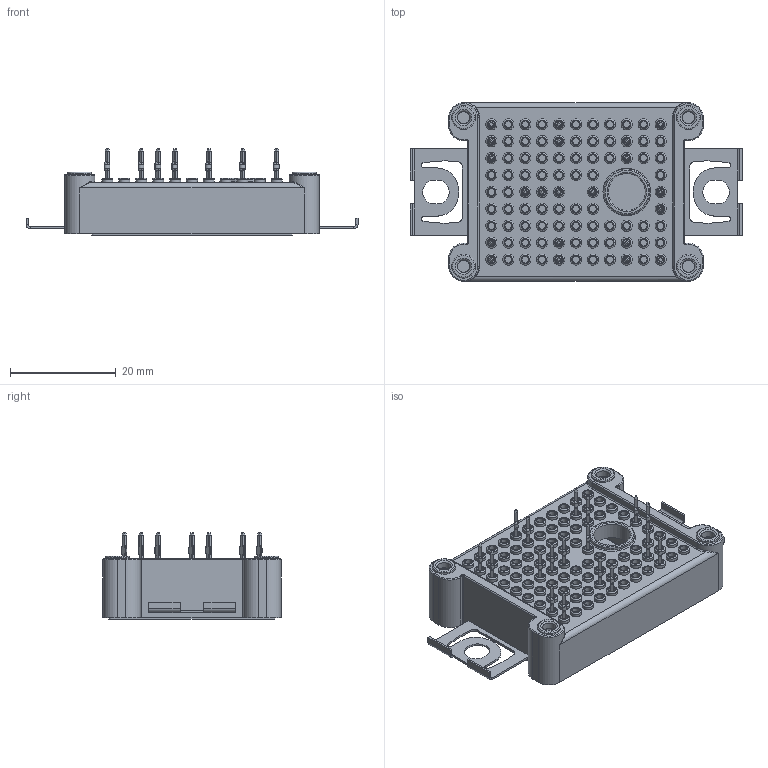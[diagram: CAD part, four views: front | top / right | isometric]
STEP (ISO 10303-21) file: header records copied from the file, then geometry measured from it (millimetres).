
FILE_DESCRIPTION(/* description */ (''),/* implementation_level */ '2;1');
FILE_NAME(/* name */ 'FF23MR12W1M1_B11.stp',/* time_stamp */ '2017-08-30T09:42:39+02:00',/* author */ ('krugmann'),/* organization */ (''),/* preprocessor_version */ 'ST-DEVELOPER v15.2',/* originating_system */ 'Autodesk Inventor 2014',/* authorisation */ '');
FILE_SCHEMA (('AUTOMOTIVE_DESIGN { 1 0 10303 214 3 1 1 }'));
Products named in the file (1): A00109717
Bounding box: 62.8 x 33.8 x 16.4 mm (x, y, z)
Volume: 6988.6 mm3; surface area: 11870.4 mm2
Topology: 22 solids, 26 shells, 1634 faces, 4396 edges, 2837 vertices
Faces by surface type: plane 697, cylinder 608, torus 128, bspline 112, cone 89
Full cylindrical faces by diameter (mm): 0.75 x21, 1.3 x89, 1.8 x21, 2.1 x89, 2.3 x4, 2.5 x4, 4.5 x4, 7 x1, 8.6 x1
Entity records: 55947 total; most frequent: CARTESIAN_POINT 15017, DIRECTION 7992, ORIENTED_EDGE 7766, EDGE_CURVE 3875, AXIS2_PLACEMENT_3D 3090, VERTEX_POINT 2743, EDGE_LOOP 2382, LINE 1812
